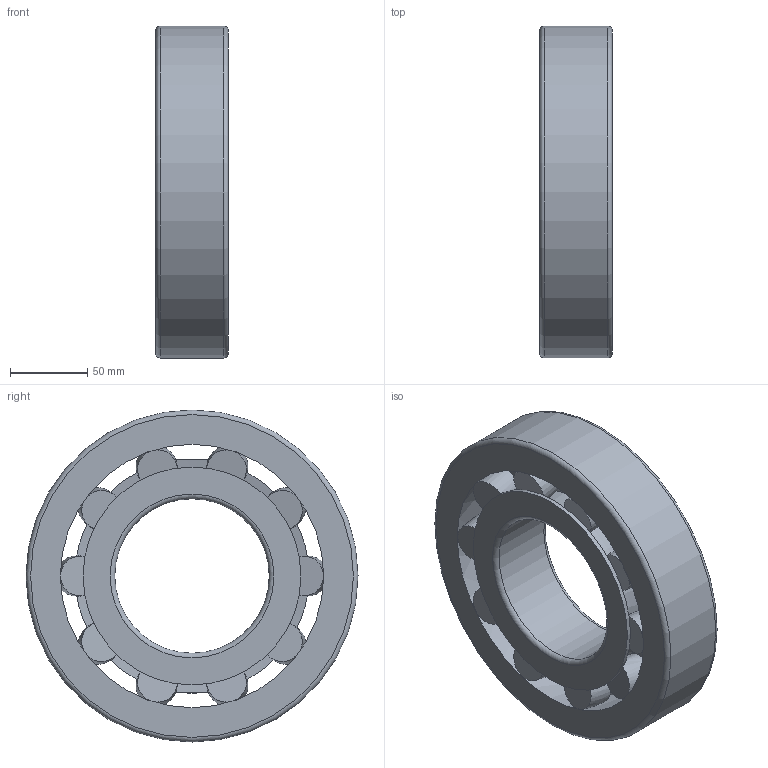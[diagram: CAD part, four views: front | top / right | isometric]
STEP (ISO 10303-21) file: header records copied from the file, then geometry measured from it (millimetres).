
FILE_DESCRIPTION(/* description */ ('STEP AP214'),/* implementation_level */ '2;1');
FILE_NAME(/* name */ '21320',/* time_stamp */ '2024-09-17T08:46:46+02:00',/* author */ ('License CC BY-ND 4.0'),/* organization */ ('CADENAS'),/* preprocessor_version */ 'ST-DEVELOPER v19.3',/* originating_system */ 'PARTsolutions',/* authorisation */ ' ');
FILE_SCHEMA (('AUTOMOTIVE_DESIGN {1 0 10303 214 3 1 1}'));
Length unit declared in the file: millimetre
Products named in the file (3): 21320; 21320Inner Ring; 21320Outer Ring
Assembly tree (2 placements, depth 2):
  21320
    21320Inner Ring
    21320Outer Ring
Bounding box: 47 x 215 x 215 mm (x, y, z)
Volume: 1004431.7 mm3; surface area: 193858.4 mm2
Topology: 2 solids, 2 shells, 146 faces, 491 edges, 309 vertices
Faces by surface type: plane 64, torus 46, cone 26, cylinder 9, sphere 1
Full cylindrical faces by diameter (mm): 100 x1, 130.806 x2, 130.826 x2, 141.102 x2, 151.706 x1, 215 x1
Entity records: 4947 total; most frequent: CARTESIAN_POINT 1493, ORIENTED_EDGE 764, DIRECTION 662, EDGE_CURVE 382, AXIS2_PLACEMENT_3D 331, VERTEX_POINT 262, B_SPLINE_CURVE_WITH_KNOTS 180, EDGE_LOOP 172
